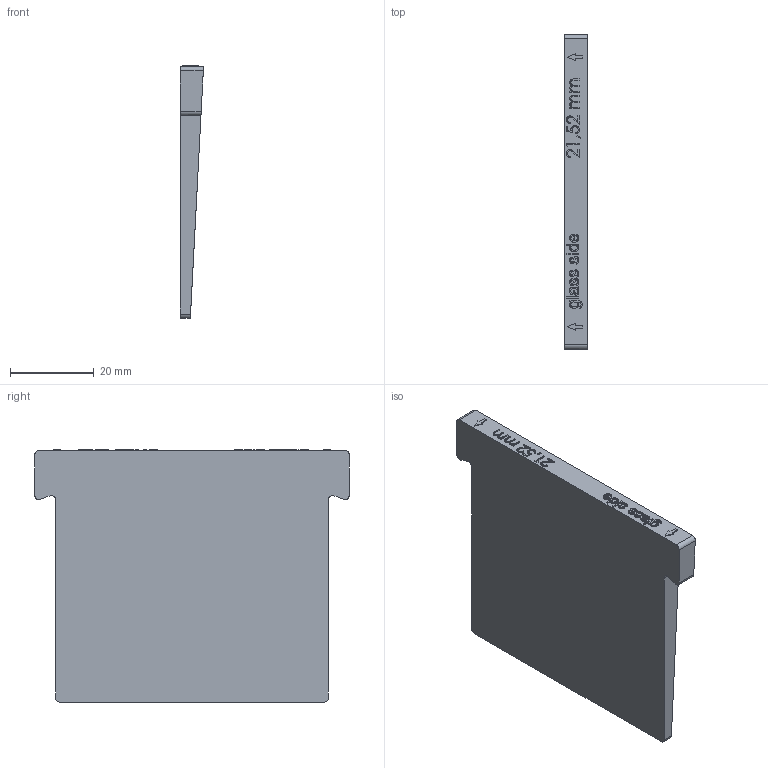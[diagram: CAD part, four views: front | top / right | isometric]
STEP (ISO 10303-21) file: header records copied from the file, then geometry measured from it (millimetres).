
FILE_DESCRIPTION (( 'STEP AP214' ), '1' );
FILE_NAME ('A19-0004-plast 21,52.STEP', '2022-09-28T07:50:30', ( '' ), ( '' ), 'SwSTEP 2.0', 'SolidWorks 2019', '' );
FILE_SCHEMA (( 'AUTOMOTIVE_DESIGN' ));
Length unit declared in the file: millimetre
Products named in the file (1): A19-0004-plast 21,52
Bounding box: 5.5 x 75 x 60.2 mm (x, y, z)
Volume: 10505.5 mm3; surface area: 10969.8 mm2
Topology: 1 solids, 1 shells, 341 faces, 900 edges, 600 vertices
Faces by surface type: plane 208, cylinder 73, bspline 60
Entity records: 14422 total; most frequent: CARTESIAN_POINT 6478, ORIENTED_EDGE 1800, DIRECTION 1346, EDGE_CURVE 900, VECTOR 634, LINE 634, VERTEX_POINT 600, EDGE_LOOP 380
